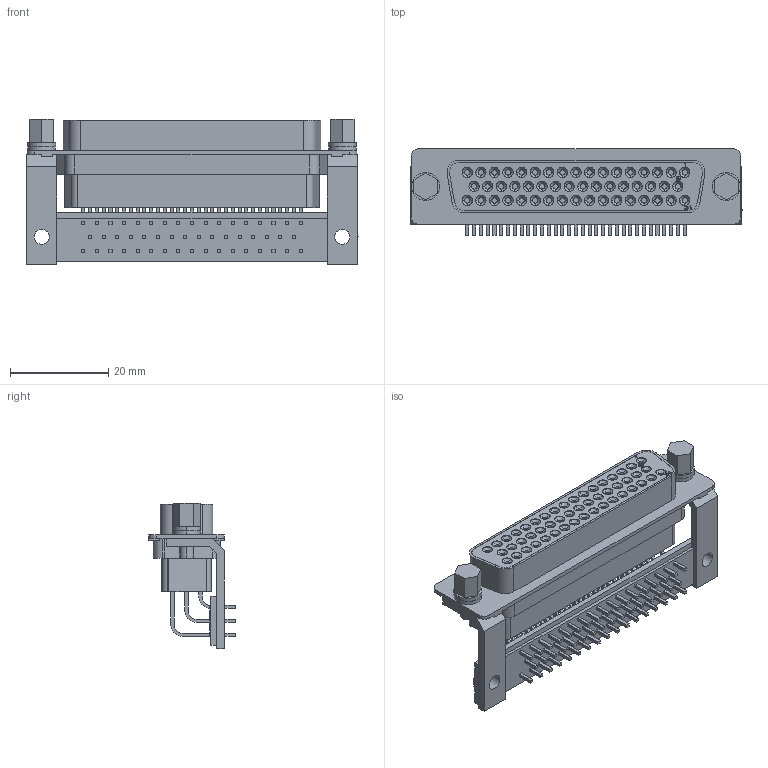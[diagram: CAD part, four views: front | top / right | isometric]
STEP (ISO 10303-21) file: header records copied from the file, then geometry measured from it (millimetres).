
FILE_DESCRIPTION (( 'STEP AP214' ), '1' );
FILE_NAME ('5747193-2.STEP', '2022-09-27T13:39:20', ( '' ), ( '' ), 'SwSTEP 2.0', 'SolidWorks 2021', '' );
FILE_SCHEMA (( 'AUTOMOTIVE_DESIGN' ));
Length unit declared in the file: millimetre
Products named in the file (2): 5747193-2; Main
Assembly tree (1 placements, depth 2):
  5747193-2
    Main
Bounding box: 67.46 x 17.6 x 29.54 mm (x, y, z)
Volume: 12617.2 mm3; surface area: 8521.5 mm2
Topology: 1 solids, 3 shells, 1410 faces, 3657 edges, 2368 vertices
Faces by surface type: plane 858, cylinder 352, cone 200
Entity records: 43751 total; most frequent: CARTESIAN_POINT 9339, ORIENTED_EDGE 7314, DIRECTION 6693, EDGE_CURVE 3657, LINE 2449, VECTOR 2449, VERTEX_POINT 2368, AXIS2_PLACEMENT_3D 2122
